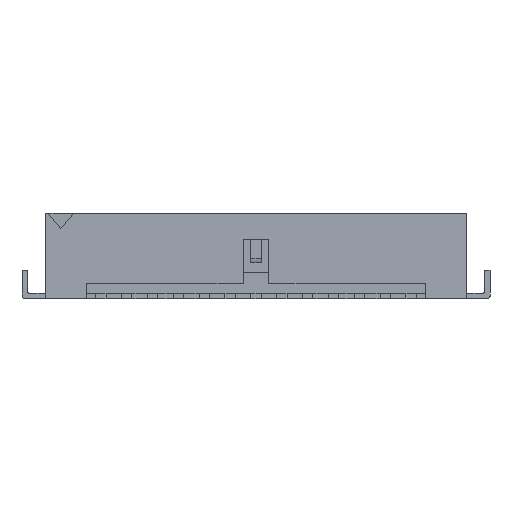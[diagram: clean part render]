
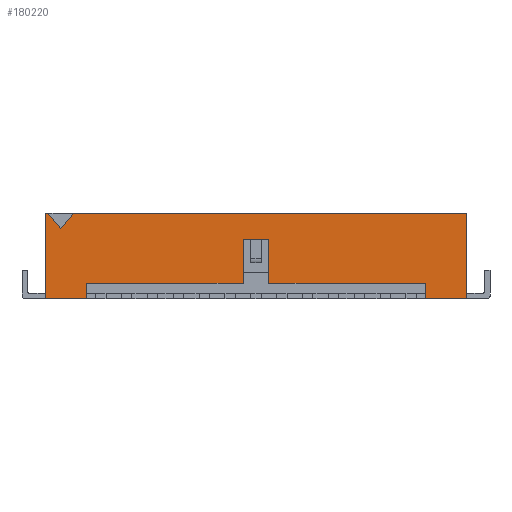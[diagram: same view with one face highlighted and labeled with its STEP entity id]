
A CAD part, left-side view. The second image highlights one B-rep face of the part: STEP entity #180220.
In plain terms, the highlighted planar face has unit normal (-1, 0, 0).
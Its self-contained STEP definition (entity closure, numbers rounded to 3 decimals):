
#470=CARTESIAN_POINT('',(4.194,579.118,
2.1));
#480=VERTEX_POINT('',#470);
#650=CARTESIAN_POINT('',(4.194,580.118,
2.1));
#660=VERTEX_POINT('',#650);
#690=CARTESIAN_POINT('',(4.194,0.,2.1));
#700=DIRECTION('',(0.,1.,0.));
#710=VECTOR('',#700,1.);
#720=LINE('',#690,#710);
#730=CARTESIAN_POINT('',(4.194,580.218,
2.1));
#740=VERTEX_POINT('',#730);
#750=EDGE_CURVE('',#660,#740,#720,.T.);
#1930=CARTESIAN_POINT('',(4.194,563.918,
2.1));
#1940=VERTEX_POINT('',#1930);
#1970=EDGE_CURVE('',#1940,#480,#720,.T.);
#6250=CARTESIAN_POINT('',(4.194,578.618,
-0.6));
#6260=VERTEX_POINT('',#6250);
#6290=CARTESIAN_POINT('',(4.194,0.,-0.6));
#6300=DIRECTION('',(0.,1.,0.));
#6310=VECTOR('',#6300,1.);
#6320=LINE('',#6290,#6310);
#6330=CARTESIAN_POINT('',(4.194,572.568,
-0.6));
#6340=VERTEX_POINT('',#6330);
#6350=EDGE_CURVE('',#6340,#6260,#6320,.T.);
#36830=CARTESIAN_POINT('',(4.194,578.368,0.));
#36840=DIRECTION('',(0.,-0.64,-0.768));
#36850=VECTOR('',#36840,1.);
#36860=LINE('',#36830,#36850);
#36870=CARTESIAN_POINT('',(4.194,579.618,1.5));
#36880=VERTEX_POINT('',#36870);
#36890=EDGE_CURVE('',#660,#36880,#36860,.T.);
#37140=CARTESIAN_POINT('',(4.194,580.868,0.));
#37150=DIRECTION('',(0.,-0.64,0.768));
#37160=VECTOR('',#37150,1.);
#37170=LINE('',#37140,#37160);
#37180=EDGE_CURVE('',#36880,#480,#37170,.T.);
#38160=CARTESIAN_POINT('',(4.194,572.568,0.));
#38170=DIRECTION('',(0.,0.,-1.));
#38180=VECTOR('',#38170,1.);
#38190=LINE('',#38160,#38180);
#38200=CARTESIAN_POINT('',(4.194,572.568,
1.1));
#38210=VERTEX_POINT('',#38200);
#38220=EDGE_CURVE('',#38210,#6340,#38190,.T.);
#40660=CARTESIAN_POINT('',(4.194,580.218,0.));
#40670=DIRECTION('',(0.,0.,1.));
#40680=VECTOR('',#40670,1.);
#40690=LINE('',#40660,#40680);
#40700=CARTESIAN_POINT('',(4.194,580.218,
-1.2));
#40710=VERTEX_POINT('',#40700);
#40720=EDGE_CURVE('',#40710,#740,#40690,.T.);
#73750=CARTESIAN_POINT('',(4.194,578.618,
-1.2));
#73760=VERTEX_POINT('',#73750);
#73790=CARTESIAN_POINT('',(4.194,578.618,0.));
#73800=DIRECTION('',(0.,0.,-1.));
#73810=VECTOR('',#73800,1.);
#73820=LINE('',#73790,#73810);
#73830=EDGE_CURVE('',#6260,#73760,#73820,.T.);
#97280=CARTESIAN_POINT('',(4.194,565.518,
-0.6));
#97290=VERTEX_POINT('',#97280);
#97370=CARTESIAN_POINT('',(4.194,571.568,
-0.6));
#97380=VERTEX_POINT('',#97370);
#97410=CARTESIAN_POINT('',(4.194,0.,-0.6));
#97420=DIRECTION('',(0.,1.,0.));
#97430=VECTOR('',#97420,1.);
#97440=LINE('',#97410,#97430);
#97450=EDGE_CURVE('',#97290,#97380,#97440,.T.);
#109540=CARTESIAN_POINT('',(4.194,563.918,
-1.2));
#109550=VERTEX_POINT('',#109540);
#109580=CARTESIAN_POINT('',(4.194,563.918,0.));
#109590=DIRECTION('',(0.,0.,-1.));
#109600=VECTOR('',#109590,1.);
#109610=LINE('',#109580,#109600);
#109620=EDGE_CURVE('',#1940,#109550,#109610,.T.);
#152580=CARTESIAN_POINT('',(4.194,565.518,0.));
#152590=DIRECTION('',(0.,0.,1.));
#152600=VECTOR('',#152590,1.);
#152610=LINE('',#152580,#152600);
#152620=CARTESIAN_POINT('',(4.194,565.518,
-1.2));
#152630=VERTEX_POINT('',#152620);
#152640=EDGE_CURVE('',#152630,#97290,#152610,.T.);
#154480=CARTESIAN_POINT('',(4.194,571.568,
1.1));
#154490=VERTEX_POINT('',#154480);
#154520=CARTESIAN_POINT('',(4.194,571.568,0.));
#154530=DIRECTION('',(0.,0.,-1.));
#154540=VECTOR('',#154530,1.);
#154550=LINE('',#154520,#154540);
#154560=EDGE_CURVE('',#154490,#97380,#154550,.T.);
#179890=CARTESIAN_POINT('',(4.194,566.068,
0.45));
#179900=DIRECTION('',(1.,0.,0.));
#179910=DIRECTION('',(0.,0.,1.));
#179920=AXIS2_PLACEMENT_3D('',#179890,#179900,#179910);
#179930=PLANE('',#179920);
#179940=ORIENTED_EDGE('',*,*,#6350,.F.);
#179950=ORIENTED_EDGE('',*,*,#73830,.F.);
#179960=CARTESIAN_POINT('',(4.194,0.,-1.2));
#179970=DIRECTION('',(0.,1.,0.));
#179980=VECTOR('',#179970,1.);
#179990=LINE('',#179960,#179980);
#180000=EDGE_CURVE('',#73760,#40710,#179990,.T.);
#180010=ORIENTED_EDGE('',*,*,#180000,.F.);
#180020=ORIENTED_EDGE('',*,*,#40720,.F.);
#180030=ORIENTED_EDGE('',*,*,#750,.T.);
#180040=ORIENTED_EDGE('',*,*,#36890,.F.);
#180050=ORIENTED_EDGE('',*,*,#37180,.F.);
#180060=ORIENTED_EDGE('',*,*,#1970,.T.);
#180070=ORIENTED_EDGE('',*,*,#109620,.F.);
#180080=EDGE_CURVE('',#109550,#152630,#179990,.T.);
#180090=ORIENTED_EDGE('',*,*,#180080,.F.);
#180100=ORIENTED_EDGE('',*,*,#152640,.F.);
#180110=ORIENTED_EDGE('',*,*,#97450,.F.);
#180120=ORIENTED_EDGE('',*,*,#154560,.T.);
#180130=CARTESIAN_POINT('',(4.194,0.,1.1));
#180140=DIRECTION('',(0.,1.,0.));
#180150=VECTOR('',#180140,1.);
#180160=LINE('',#180130,#180150);
#180170=EDGE_CURVE('',#154490,#38210,#180160,.T.);
#180180=ORIENTED_EDGE('',*,*,#180170,.F.);
#180190=ORIENTED_EDGE('',*,*,#38220,.F.);
#180200=EDGE_LOOP('',(#180190,#180180,#180120,#180110,#180100,#180090,
#180070,#180060,#180050,#180040,#180030,#180020,#180010,#179950,#179940)
);
#180210=FACE_OUTER_BOUND('',#180200,.T.);
#180220=ADVANCED_FACE('',(#180210),#179930,.F.);
